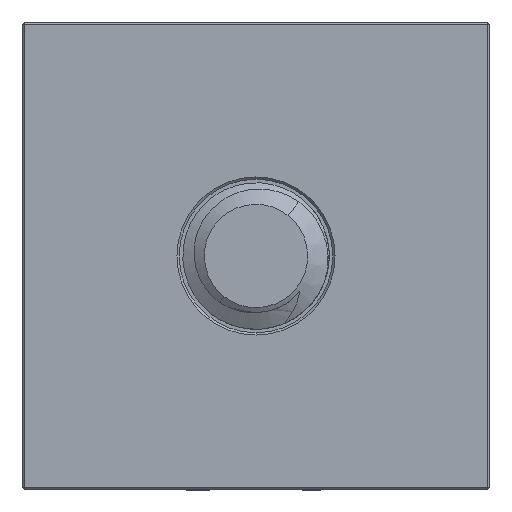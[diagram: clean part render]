
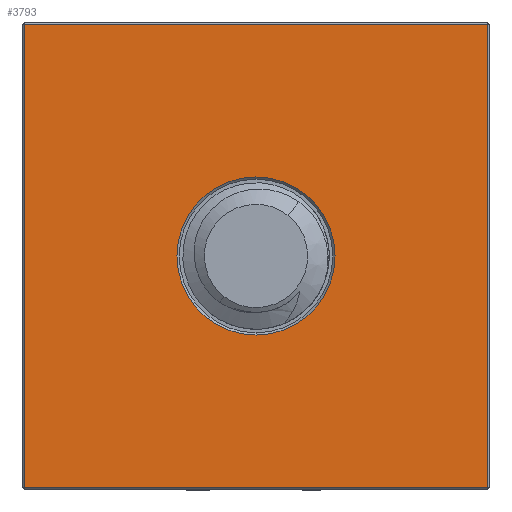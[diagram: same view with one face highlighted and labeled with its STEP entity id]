
A CAD part, front view. The second image highlights one B-rep face of the part: STEP entity #3793.
In plain terms, the highlighted planar face has unit normal (0, -1, 0).
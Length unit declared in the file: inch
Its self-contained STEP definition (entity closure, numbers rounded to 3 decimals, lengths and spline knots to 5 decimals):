
#69 = CARTESIAN_POINT ( 'NONE',  ( -0.5, 0., 0.495 ) ) ;
#184 = VECTOR ( 'NONE', #2524, 39.37008 ) ;
#217 = DIRECTION ( 'NONE',  ( 0., 0., 1. ) ) ;
#244 = AXIS2_PLACEMENT_3D ( 'NONE', #4171, #5251, #1847 ) ;
#379 = CARTESIAN_POINT ( 'NONE',  ( -0.495, 0., -0.495 ) ) ;
#640 = LINE ( 'NONE', #69, #2272 ) ;
#742 = ORIENTED_EDGE ( 'NONE', *, *, #1988, .T. ) ;
#886 = FACE_BOUND ( 'NONE', #3328, .T. ) ;
#1021 = DIRECTION ( 'NONE',  ( 1., 0., 0. ) ) ;
#1671 = CIRCLE ( 'NONE', #6538, 0.169 ) ;
#1847 = DIRECTION ( 'NONE',  ( 0., 0., -1. ) ) ;
#1924 = VERTEX_POINT ( 'NONE', #5768 ) ;
#1988 = EDGE_CURVE ( 'NONE', #1924, #7436, #1671, .T. ) ;
#2027 = FACE_OUTER_BOUND ( 'NONE', #5265, .T. ) ;
#2272 = VECTOR ( 'NONE', #3136, 39.37008 ) ;
#2489 = EDGE_CURVE ( 'NONE', #7436, #1924, #5726, .T. ) ;
#2524 = DIRECTION ( 'NONE',  ( 0., 0., -1. ) ) ;
#2563 = ORIENTED_EDGE ( 'NONE', *, *, #6026, .T. ) ;
#3119 = VERTEX_POINT ( 'NONE', #379 ) ;
#3136 = DIRECTION ( 'NONE',  ( -1., 0., 0. ) ) ;
#3244 = PLANE ( 'NONE',  #5388 ) ;
#3328 = EDGE_LOOP ( 'NONE', ( #742, #4354 ) ) ;
#3385 = ORIENTED_EDGE ( 'NONE', *, *, #7147, .T. ) ;
#3597 = EDGE_CURVE ( 'NONE', #3119, #6959, #7371, .T. ) ;
#3672 = VECTOR ( 'NONE', #1021, 39.37008 ) ;
#3673 = VERTEX_POINT ( 'NONE', #7163 ) ;
#3793 = ADVANCED_FACE ( 'NONE', ( #2027, #886 ), #3244, .T. ) ;
#3902 = CARTESIAN_POINT ( 'NONE',  ( 0.495, 0., -0.5 ) ) ;
#3941 = LINE ( 'NONE', #3902, #5773 ) ;
#4171 = CARTESIAN_POINT ( 'NONE',  ( 0., 0., 0. ) ) ;
#4354 = ORIENTED_EDGE ( 'NONE', *, *, #2489, .T. ) ;
#4412 = CARTESIAN_POINT ( 'NONE',  ( 0.495, 0., -0.495 ) ) ;
#4572 = CARTESIAN_POINT ( 'NONE',  ( -0.5, 0., -0.5 ) ) ;
#4805 = CARTESIAN_POINT ( 'NONE',  ( 0., 0., 0. ) ) ;
#4942 = CARTESIAN_POINT ( 'NONE',  ( 0., 0., -0.169 ) ) ;
#5251 = DIRECTION ( 'NONE',  ( 0., 1., 0. ) ) ;
#5265 = EDGE_LOOP ( 'NONE', ( #5981, #2563, #8020, #3385 ) ) ;
#5388 = AXIS2_PLACEMENT_3D ( 'NONE', #4572, #7030, #6442 ) ;
#5596 = CARTESIAN_POINT ( 'NONE',  ( -0.495, 0., -0.5 ) ) ;
#5726 = CIRCLE ( 'NONE', #244, 0.169 ) ;
#5768 = CARTESIAN_POINT ( 'NONE',  ( 0., 0., 0.169 ) ) ;
#5773 = VECTOR ( 'NONE', #217, 39.37008 ) ;
#5959 = DIRECTION ( 'NONE',  ( 0., 1., 0. ) ) ;
#5981 = ORIENTED_EDGE ( 'NONE', *, *, #3597, .T. ) ;
#6026 = EDGE_CURVE ( 'NONE', #6959, #7534, #3941, .T. ) ;
#6442 = DIRECTION ( 'NONE',  ( -1., 0., 0. ) ) ;
#6538 = AXIS2_PLACEMENT_3D ( 'NONE', #4805, #5959, #6584 ) ;
#6584 = DIRECTION ( 'NONE',  ( 0., 0., -1. ) ) ;
#6619 = CARTESIAN_POINT ( 'NONE',  ( 0.5, 0., -0.495 ) ) ;
#6959 = VERTEX_POINT ( 'NONE', #4412 ) ;
#6993 = EDGE_CURVE ( 'NONE', #7534, #3673, #640, .T. ) ;
#7030 = DIRECTION ( 'NONE',  ( 0., -1., 0. ) ) ;
#7147 = EDGE_CURVE ( 'NONE', #3673, #3119, #7515, .T. ) ;
#7163 = CARTESIAN_POINT ( 'NONE',  ( -0.495, 0., 0.495 ) ) ;
#7371 = LINE ( 'NONE', #6619, #3672 ) ;
#7436 = VERTEX_POINT ( 'NONE', #4942 ) ;
#7515 = LINE ( 'NONE', #5596, #184 ) ;
#7534 = VERTEX_POINT ( 'NONE', #7712 ) ;
#7712 = CARTESIAN_POINT ( 'NONE',  ( 0.495, 0., 0.495 ) ) ;
#8020 = ORIENTED_EDGE ( 'NONE', *, *, #6993, .T. ) ;
